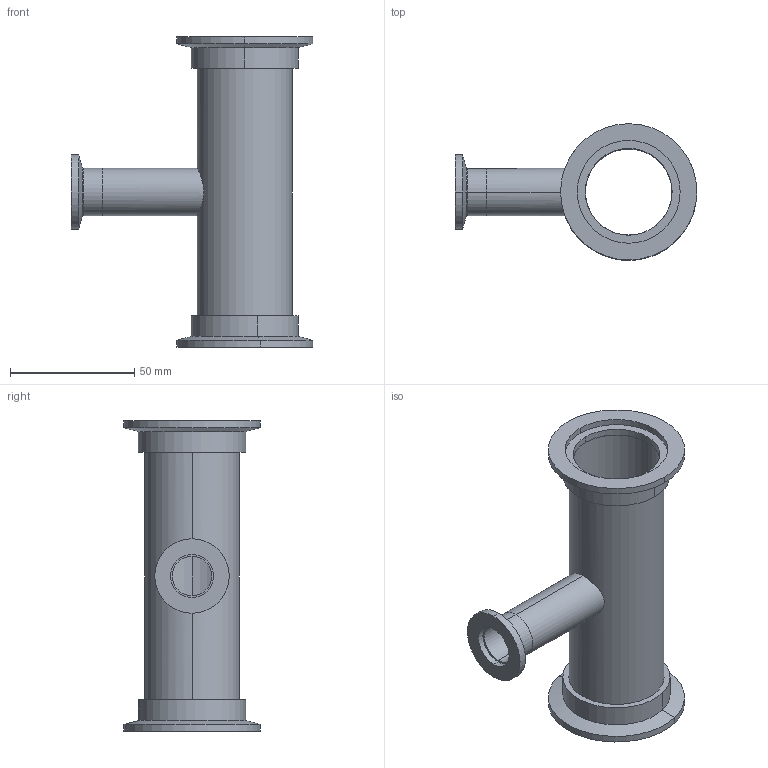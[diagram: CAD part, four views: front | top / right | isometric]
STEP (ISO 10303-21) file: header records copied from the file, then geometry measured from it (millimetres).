
FILE_DESCRIPTION (( 'STEP AP214' ), '1' );
FILE_NAME ('724011.STEP', '2024-01-07T09:20:00', ( '' ), ( '' ), 'SwSTEP 2.0', 'SolidWorks 2022', '' );
FILE_SCHEMA (( 'AUTOMOTIVE_DESIGN' ));
Length unit declared in the file: inch
Products named in the file (4): 713001; 713003-99; 724011; 404545
Assembly tree (4 placements, depth 2):
  724011
    404545
    713001
    713003-99  x2
Bounding box: 97.28 x 54.86 x 124.92 mm (x, y, z)
Volume: 40078.8 mm3; surface area: 45203.3 mm2
Topology: 4 solids, 4 shells, 63 faces, 130 edges, 80 vertices
Faces by surface type: cylinder 38, plane 15, cone 6, torus 4
Entity records: 1646 total; most frequent: CARTESIAN_POINT 404, DIRECTION 262, ORIENTED_EDGE 196, AXIS2_PLACEMENT_3D 114, EDGE_CURVE 98, VERTEX_POINT 60, CIRCLE 60, EDGE_LOOP 58
